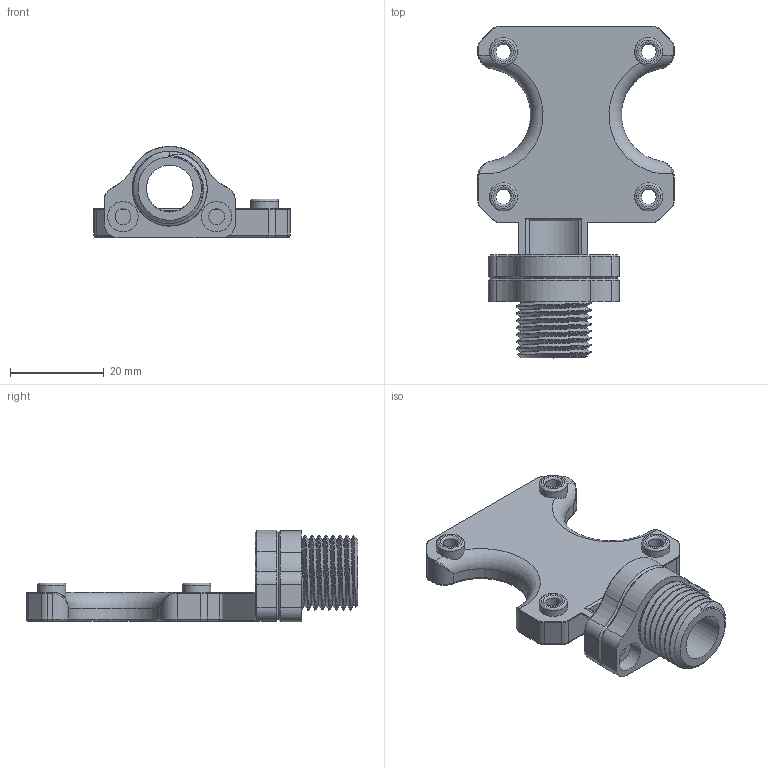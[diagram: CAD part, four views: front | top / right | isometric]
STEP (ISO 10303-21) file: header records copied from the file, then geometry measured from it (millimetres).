
FILE_DESCRIPTION(/* description */ (''),/* implementation_level */ '2;1');
FILE_NAME(/* name */ 'Umbilical Gland and Mount for 40mm can board v2.step',/* time_stamp */ '2022-06-18T16:00:50-05:00',/* author */ (''),/* organization */ (''),/* preprocessor_version */ 'ST-DEVELOPER v18.1',/* originating_system */ 'Autodesk Translation Framework v10.14.0.1471',/* authorisation */ '');
FILE_SCHEMA (('AUTOMOTIVE_DESIGN { 1 0 10303 214 3 1 1 }'));
Length unit declared in the file: millimetre
Products named in the file (3): Umbilical Gland and Mount for 40mm can board; pigtail_strain_relief_outer_threads; pigtail_strain_relief_outer_threads (1)
Assembly tree (2 placements, depth 2):
  Umbilical Gland and Mount for 40mm can board
    pigtail_strain_relief_outer_threads
    pigtail_strain_relief_outer_threads (1)
Bounding box: 42 x 70.93 x 19.55 mm (x, y, z)
Volume: 12506.6 mm3; surface area: 8299.6 mm2
Topology: 2 solids, 2 shells, 220 faces, 541 edges, 330 vertices
Faces by surface type: cylinder 90, plane 52, torus 36, cone 32, bspline 10
Full cylindrical faces by diameter (mm): 3.2 x4, 3.4 x2, 4.7 x6, 6 x4, 6.5 x2, 10 x2, 14.051 x7, 16 x7
Entity records: 9132 total; most frequent: CARTESIAN_POINT 3789, DIRECTION 1158, ORIENTED_EDGE 1074, EDGE_CURVE 537, AXIS2_PLACEMENT_3D 471, VERTEX_POINT 330, CIRCLE 250, EDGE_LOOP 249
